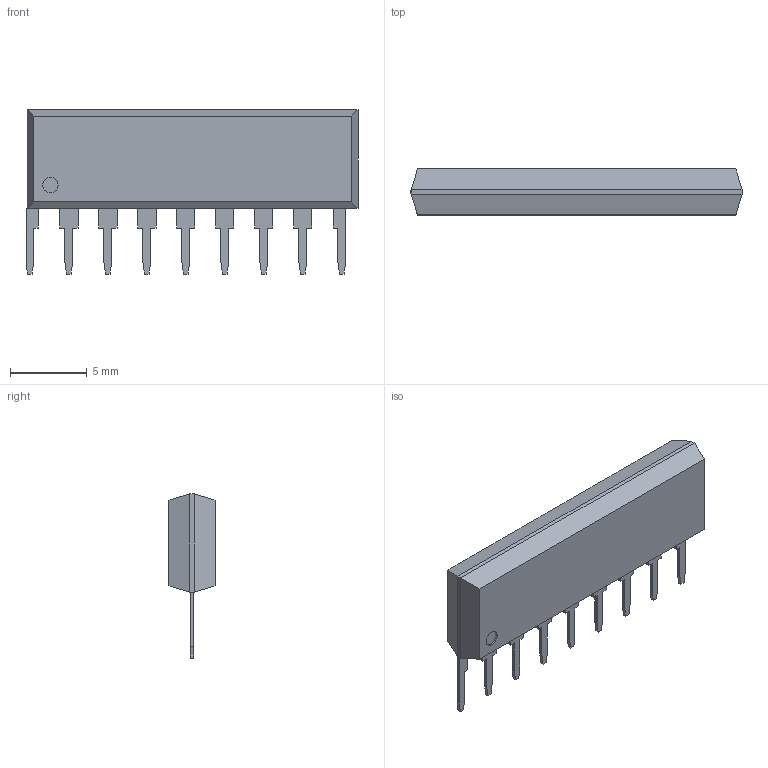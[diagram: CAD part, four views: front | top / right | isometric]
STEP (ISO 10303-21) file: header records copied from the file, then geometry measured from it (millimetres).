
FILE_DESCRIPTION(/* description */ ('model of SIP-9_21.54x3mm_P2.54mm'),/* implementation_level */ '2;1');
FILE_NAME(/* name */ 'SIP-9_21.54x3mm_P2.54mm.step',/* time_stamp */ '2019-04-06T12:58:49',/* author */ ('kicad StepUp','ksu'),/* organization */ ('FreeCAD'),/* preprocessor_version */ 'OCC',/* originating_system */ 'kicad StepUp',/* authorisation */ '');
FILE_SCHEMA(('AUTOMOTIVE_DESIGN { 1 0 10303 214 1 1 1 1 }'));
Length unit declared in the file: millimetre
Products named in the file (1): SIP_9
Bounding box: 21.63 x 3 x 10.7 mm (x, y, z)
Volume: 388.8 mm3; surface area: 468.9 mm2
Topology: 1 solids, 1 shells, 112 faces, 293 edges, 192 vertices
Faces by surface type: plane 111, cylinder 1
Full cylindrical faces by diameter (mm): 1 x1
Entity records: 4156 total; most frequent: CARTESIAN_POINT 598, ORIENTED_EDGE 586, DIRECTION 521, EDGE_CURVE 293, LINE 291, VECTOR 291, VERTEX_POINT 192, FACE_BOUND 121
